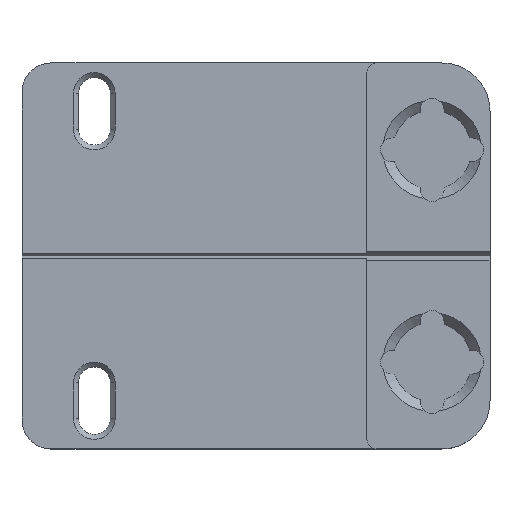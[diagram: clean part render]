
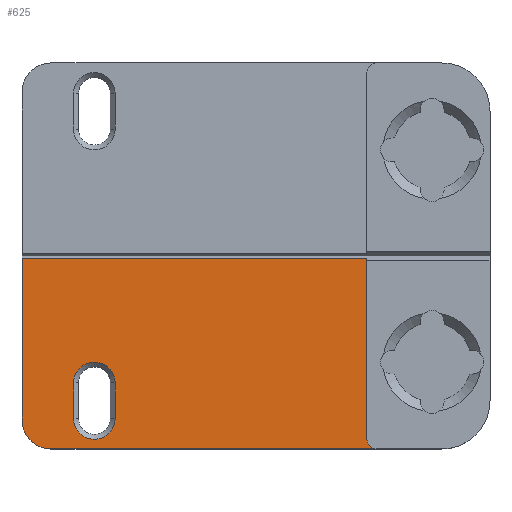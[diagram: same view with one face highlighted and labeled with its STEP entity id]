
A CAD part, top view. The second image highlights one B-rep face of the part: STEP entity #625.
In plain terms, the highlighted planar face has unit normal (0, 0, 1).
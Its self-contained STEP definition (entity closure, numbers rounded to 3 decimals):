
#46 = CIRCLE ( 'NONE', #2739, 3. ) ;
#52 = DIRECTION ( 'NONE',  ( 0., 1., 0. ) ) ;
#100 = ORIENTED_EDGE ( 'NONE', *, *, #2275, .T. ) ;
#131 = ORIENTED_EDGE ( 'NONE', *, *, #638, .F. ) ;
#145 = VERTEX_POINT ( 'NONE', #2322 ) ;
#247 = VECTOR ( 'NONE', #996, 1000. ) ;
#258 = ORIENTED_EDGE ( 'NONE', *, *, #344, .T. ) ;
#344 = EDGE_CURVE ( 'NONE', #2528, #2500, #2235, .T. ) ;
#439 = VERTEX_POINT ( 'NONE', #772 ) ;
#505 = AXIS2_PLACEMENT_3D ( 'NONE', #1622, #585, #1369 ) ;
#518 = CARTESIAN_POINT ( 'NONE',  ( 36.75, 0., 4.81 ) ) ;
#545 = VERTEX_POINT ( 'NONE', #2799 ) ;
#551 = LINE ( 'NONE', #771, #247 ) ;
#554 = VERTEX_POINT ( 'NONE', #1262 ) ;
#569 = DIRECTION ( 'NONE',  ( -1., 0., 0. ) ) ;
#585 = DIRECTION ( 'NONE',  ( 0., 0., -1. ) ) ;
#589 = CARTESIAN_POINT ( 'NONE',  ( 7.5, 6.85, 4.81 ) ) ;
#623 = CIRCLE ( 'NONE', #1015, 2.15 ) ;
#625 = ADVANCED_FACE ( 'NONE', ( #2632, #2390 ), #1755, .F. ) ;
#638 = EDGE_CURVE ( 'NONE', #439, #2519, #1112, .T. ) ;
#666 = DIRECTION ( 'NONE',  ( 0., -1., 0. ) ) ;
#683 = DIRECTION ( 'NONE',  ( 0., 1., 0. ) ) ;
#757 = EDGE_CURVE ( 'NONE', #2314, #1424, #859, .T. ) ;
#771 = CARTESIAN_POINT ( 'NONE',  ( 9.65, 3.15, 4.81 ) ) ;
#772 = CARTESIAN_POINT ( 'NONE',  ( 0., 3., 4.81 ) ) ;
#777 = ORIENTED_EDGE ( 'NONE', *, *, #2261, .T. ) ;
#849 = EDGE_LOOP ( 'NONE', ( #2444, #2463, #258, #777 ) ) ;
#859 = CIRCLE ( 'NONE', #505, 1. ) ;
#876 = ORIENTED_EDGE ( 'NONE', *, *, #1013, .T. ) ;
#887 = VECTOR ( 'NONE', #683, 1000. ) ;
#918 = DIRECTION ( 'NONE',  ( -1., 0., 0. ) ) ;
#934 = DIRECTION ( 'NONE',  ( 0., 0., -1. ) ) ;
#977 = CARTESIAN_POINT ( 'NONE',  ( 9.65, 3.15, 4.81 ) ) ;
#992 = LINE ( 'NONE', #2065, #2270 ) ;
#996 = DIRECTION ( 'NONE',  ( 0., -1., 0. ) ) ;
#1013 = EDGE_CURVE ( 'NONE', #439, #145, #46, .T. ) ;
#1015 = AXIS2_PLACEMENT_3D ( 'NONE', #2413, #1087, #2166 ) ;
#1019 = AXIS2_PLACEMENT_3D ( 'NONE', #589, #2286, #1822 ) ;
#1087 = DIRECTION ( 'NONE',  ( 0., 0., -1. ) ) ;
#1111 = CARTESIAN_POINT ( 'NONE',  ( 0., 19.754, 4.81 ) ) ;
#1112 = LINE ( 'NONE', #2171, #887 ) ;
#1120 = VERTEX_POINT ( 'NONE', #977 ) ;
#1124 = CARTESIAN_POINT ( 'NONE',  ( 0., 0., 4.81 ) ) ;
#1134 = EDGE_CURVE ( 'NONE', #145, #2314, #992, .T. ) ;
#1137 = DIRECTION ( 'NONE',  ( 1., 0., 0. ) ) ;
#1187 = ORIENTED_EDGE ( 'NONE', *, *, #1134, .T. ) ;
#1262 = CARTESIAN_POINT ( 'NONE',  ( 5.35, 3.15, 4.81 ) ) ;
#1277 = VECTOR ( 'NONE', #666, 1000. ) ;
#1289 = VECTOR ( 'NONE', #569, 1000. ) ;
#1354 = CARTESIAN_POINT ( 'NONE',  ( 0., 19.754, 4.81 ) ) ;
#1365 = ORIENTED_EDGE ( 'NONE', *, *, #757, .T. ) ;
#1369 = DIRECTION ( 'NONE',  ( -1., 0., 0. ) ) ;
#1420 = LINE ( 'NONE', #1354, #1289 ) ;
#1424 = VERTEX_POINT ( 'NONE', #2192 ) ;
#1435 = EDGE_CURVE ( 'NONE', #545, #1424, #1951, .T. ) ;
#1506 = EDGE_CURVE ( 'NONE', #1120, #554, #623, .T. ) ;
#1571 = EDGE_CURVE ( 'NONE', #554, #2528, #1994, .T. ) ;
#1622 = CARTESIAN_POINT ( 'NONE',  ( 36.75, 1., 4.81 ) ) ;
#1703 = DIRECTION ( 'NONE',  ( 0., 0., 1. ) ) ;
#1729 = CARTESIAN_POINT ( 'NONE',  ( 35.75, 0., 4.81 ) ) ;
#1755 = PLANE ( 'NONE',  #2112 ) ;
#1822 = DIRECTION ( 'NONE',  ( -1., 0., 0. ) ) ;
#1943 = CARTESIAN_POINT ( 'NONE',  ( 5.35, 6.85, 4.81 ) ) ;
#1951 = LINE ( 'NONE', #1729, #1277 ) ;
#1984 = CARTESIAN_POINT ( 'NONE',  ( 9.65, 6.85, 4.81 ) ) ;
#1994 = LINE ( 'NONE', #2673, #2758 ) ;
#2044 = ORIENTED_EDGE ( 'NONE', *, *, #1435, .F. ) ;
#2065 = CARTESIAN_POINT ( 'NONE',  ( 0., 0., 4.81 ) ) ;
#2112 = AXIS2_PLACEMENT_3D ( 'NONE', #1124, #934, #918 ) ;
#2166 = DIRECTION ( 'NONE',  ( -1., 0., 0. ) ) ;
#2169 = DIRECTION ( 'NONE',  ( -1., 0., 0. ) ) ;
#2171 = CARTESIAN_POINT ( 'NONE',  ( 0., 0., 4.81 ) ) ;
#2192 = CARTESIAN_POINT ( 'NONE',  ( 35.75, 1., 4.81 ) ) ;
#2235 = CIRCLE ( 'NONE', #1019, 2.15 ) ;
#2261 = EDGE_CURVE ( 'NONE', #2500, #1120, #551, .T. ) ;
#2270 = VECTOR ( 'NONE', #1137, 1000. ) ;
#2275 = EDGE_CURVE ( 'NONE', #545, #2519, #1420, .T. ) ;
#2286 = DIRECTION ( 'NONE',  ( 0., 0., -1. ) ) ;
#2314 = VERTEX_POINT ( 'NONE', #518 ) ;
#2322 = CARTESIAN_POINT ( 'NONE',  ( 3., 0., 4.81 ) ) ;
#2390 = FACE_OUTER_BOUND ( 'NONE', #2816, .T. ) ;
#2413 = CARTESIAN_POINT ( 'NONE',  ( 7.5, 3.15, 4.81 ) ) ;
#2444 = ORIENTED_EDGE ( 'NONE', *, *, #1506, .T. ) ;
#2463 = ORIENTED_EDGE ( 'NONE', *, *, #1571, .T. ) ;
#2500 = VERTEX_POINT ( 'NONE', #1984 ) ;
#2519 = VERTEX_POINT ( 'NONE', #1111 ) ;
#2528 = VERTEX_POINT ( 'NONE', #1943 ) ;
#2615 = CARTESIAN_POINT ( 'NONE',  ( 3., 3., 4.81 ) ) ;
#2632 = FACE_BOUND ( 'NONE', #849, .T. ) ;
#2673 = CARTESIAN_POINT ( 'NONE',  ( 5.35, 0., 4.81 ) ) ;
#2739 = AXIS2_PLACEMENT_3D ( 'NONE', #2615, #1703, #2169 ) ;
#2758 = VECTOR ( 'NONE', #52, 1000. ) ;
#2799 = CARTESIAN_POINT ( 'NONE',  ( 35.75, 19.754, 4.81 ) ) ;
#2816 = EDGE_LOOP ( 'NONE', ( #131, #876, #1187, #1365, #2044, #100 ) ) ;
